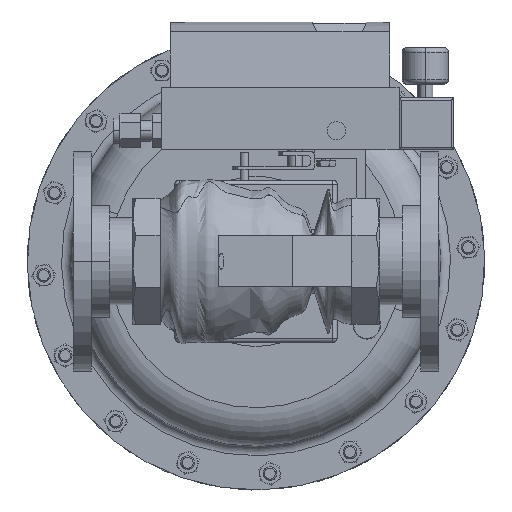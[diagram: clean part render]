
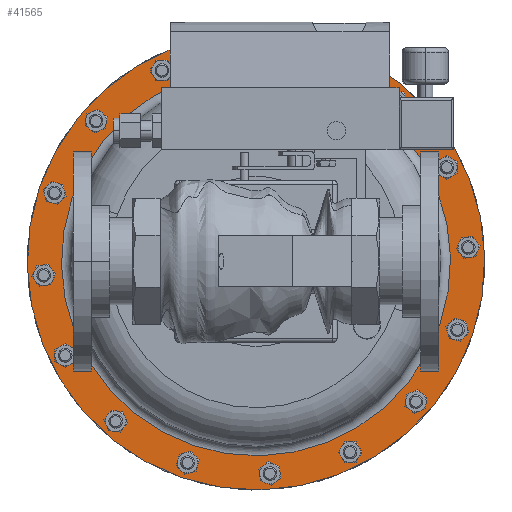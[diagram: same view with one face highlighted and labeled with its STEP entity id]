
A CAD part, front view. The second image highlights one B-rep face of the part: STEP entity #41565.
In plain terms, the highlighted planar face has unit normal (0, -1, 0).
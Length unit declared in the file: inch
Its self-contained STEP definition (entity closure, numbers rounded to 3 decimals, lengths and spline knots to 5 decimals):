
#1362 = AXIS2_PLACEMENT_3D ( 'NONE', #41873, #17315, #45976 ) ;
#1488 = FACE_BOUND ( 'NONE', #46968, .T. ) ;
#2488 = ORIENTED_EDGE ( 'NONE', *, *, #37902, .T. ) ;
#2612 = CIRCLE ( 'NONE', #48278, 6.25 ) ;
#2819 = EDGE_LOOP ( 'NONE', ( #44579, #22266 ) ) ;
#3094 = AXIS2_PLACEMENT_3D ( 'NONE', #12480, #41210, #16643 ) ;
#3592 = CIRCLE ( 'NONE', #1362, 5.315 ) ;
#5169 = DIRECTION ( 'NONE',  ( 0., 1., 0. ) ) ;
#6189 = CARTESIAN_POINT ( 'NONE',  ( -2.009, 10.485, -5.91831 ) ) ;
#6548 = CARTESIAN_POINT ( 'NONE',  ( -5.91831, 10.485, 2.009 ) ) ;
#12480 = CARTESIAN_POINT ( 'NONE',  ( 0., 10.485, 0. ) ) ;
#14245 = EDGE_CURVE ( 'NONE', #22285, #26431, #20787, .T. ) ;
#15151 = CARTESIAN_POINT ( 'NONE',  ( 5.03293, 10.485, -1.70845 ) ) ;
#16643 = DIRECTION ( 'NONE',  ( 0.947, 0., -0.321 ) ) ;
#17315 = DIRECTION ( 'NONE',  ( 0., 1., 0. ) ) ;
#18719 = AXIS2_PLACEMENT_3D ( 'NONE', #6189, #51227, #43158 ) ;
#20787 = CIRCLE ( 'NONE', #3094, 5.315 ) ;
#22266 = ORIENTED_EDGE ( 'NONE', *, *, #43868, .F. ) ;
#22285 = VERTEX_POINT ( 'NONE', #38455 ) ;
#24110 = DIRECTION ( 'NONE',  ( 0., 1., 0. ) ) ;
#25223 = CIRCLE ( 'NONE', #41410, 6.25 ) ;
#26431 = VERTEX_POINT ( 'NONE', #15151 ) ;
#26769 = ORIENTED_EDGE ( 'NONE', *, *, #14245, .T. ) ;
#29850 = CARTESIAN_POINT ( 'NONE',  ( 0., 10.485, 0. ) ) ;
#30865 = EDGE_CURVE ( 'NONE', #46672, #45692, #25223, .T. ) ;
#32992 = FACE_OUTER_BOUND ( 'NONE', #2819, .T. ) ;
#33907 = DIRECTION ( 'NONE',  ( 0.947, 0., -0.321 ) ) ;
#35022 = CARTESIAN_POINT ( 'NONE',  ( 5.91831, 10.485, -2.009 ) ) ;
#37902 = EDGE_CURVE ( 'NONE', #26431, #22285, #3592, .T. ) ;
#38455 = CARTESIAN_POINT ( 'NONE',  ( -5.03293, 10.485, 1.70845 ) ) ;
#39024 = PLANE ( 'NONE',  #18719 ) ;
#41210 = DIRECTION ( 'NONE',  ( 0., 1., 0. ) ) ;
#41410 = AXIS2_PLACEMENT_3D ( 'NONE', #29850, #5169, #33907 ) ;
#41565 = ADVANCED_FACE ( 'NONE', ( #1488, #32992 ), #39024, .T. ) ;
#41873 = CARTESIAN_POINT ( 'NONE',  ( 0., 10.485, 0. ) ) ;
#43158 = DIRECTION ( 'NONE',  ( -0.947, 0., 0.321 ) ) ;
#43868 = EDGE_CURVE ( 'NONE', #45692, #46672, #2612, .T. ) ;
#44579 = ORIENTED_EDGE ( 'NONE', *, *, #30865, .F. ) ;
#45692 = VERTEX_POINT ( 'NONE', #6548 ) ;
#45976 = DIRECTION ( 'NONE',  ( 0.947, 0., -0.321 ) ) ;
#46672 = VERTEX_POINT ( 'NONE', #35022 ) ;
#46968 = EDGE_LOOP ( 'NONE', ( #2488, #26769 ) ) ;
#48278 = AXIS2_PLACEMENT_3D ( 'NONE', #48629, #24110, #52787 ) ;
#48629 = CARTESIAN_POINT ( 'NONE',  ( 0., 10.485, 0. ) ) ;
#51227 = DIRECTION ( 'NONE',  ( 0., -1., 0. ) ) ;
#52787 = DIRECTION ( 'NONE',  ( 0.947, 0., -0.321 ) ) ;
